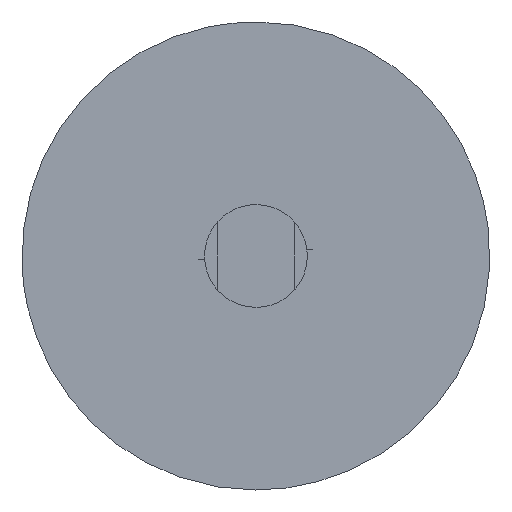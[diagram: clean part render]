
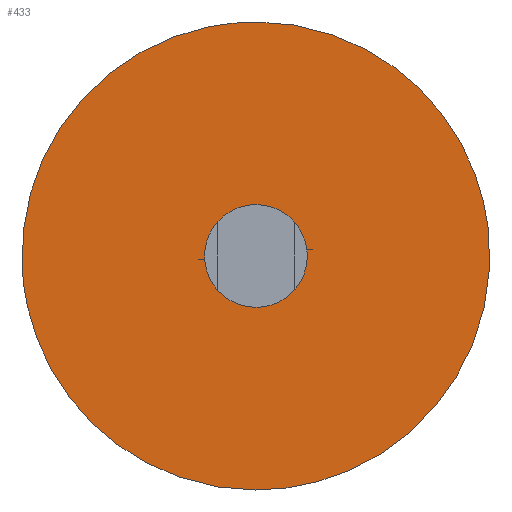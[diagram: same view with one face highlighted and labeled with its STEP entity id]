
A CAD part, front view. The second image highlights one B-rep face of the part: STEP entity #433.
In plain terms, the highlighted free-form (B-spline) face has degree [1, 1] with [2, 2] control points.
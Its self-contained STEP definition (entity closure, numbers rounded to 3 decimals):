
#66=CARTESIAN_POINT('',(1.787,-34.073,-0.212));
#67=VERTEX_POINT('',#66);
#68=CARTESIAN_POINT('',(0.0,-34.073,1.8));
#69=VERTEX_POINT('',#68);
#70=CARTESIAN_POINT('',(1.787,-34.073,-0.212));
#71=CARTESIAN_POINT('',(1.8,-34.073,-0.107));
#72=CARTESIAN_POINT('',(1.8,-34.073,0.));
#73=CARTESIAN_POINT('',(1.8,-34.073,1.8));
#74=CARTESIAN_POINT('',(0.0,-34.073,1.8));
#82=(BOUNDED_CURVE()B_SPLINE_CURVE(2,(#70,#71,#72,#73,#74),.UNSPECIFIED.,.F.,.U.)B_SPLINE_CURVE_WITH_KNOTS((3,2,3),(0.23,0.25,0.5),.UNSPECIFIED.)CURVE()GEOMETRIC_REPRESENTATION_ITEM()RATIONAL_B_SPLINE_CURVE((0.956,0.976,1.0,0.707,1.0))REPRESENTATION_ITEM(''));
#83=EDGE_CURVE('',#67,#69,#82,.T.);
#124=CARTESIAN_POINT('',(-1.797,-34.073,0.11));
#125=VERTEX_POINT('',#124);
#131=CARTESIAN_POINT('',(0.0,-34.073,1.8));
#132=CARTESIAN_POINT('',(-1.693,-34.073,1.8));
#133=CARTESIAN_POINT('',(-1.797,-34.073,0.11));
#141=(BOUNDED_CURVE()B_SPLINE_CURVE(2,(#131,#132,#133),.UNSPECIFIED.,.F.,.U.)B_SPLINE_CURVE_WITH_KNOTS((3,3),(0.5,0.739),.UNSPECIFIED.)CURVE()GEOMETRIC_REPRESENTATION_ITEM()RATIONAL_B_SPLINE_CURVE((1.0,0.72,0.976))REPRESENTATION_ITEM(''));
#142=EDGE_CURVE('',#69,#125,#141,.T.);
#165=CARTESIAN_POINT('',(0.0,-34.073,-1.8));
#166=VERTEX_POINT('',#165);
#167=CARTESIAN_POINT('',(0.0,-34.073,-1.8));
#168=CARTESIAN_POINT('',(1.599,-34.073,-1.8));
#169=CARTESIAN_POINT('',(1.787,-34.073,-0.212));
#177=(BOUNDED_CURVE()B_SPLINE_CURVE(2,(#167,#168,#169),.UNSPECIFIED.,.F.,.U.)B_SPLINE_CURVE_WITH_KNOTS((3,3),(0.0,0.23),.UNSPECIFIED.)CURVE()GEOMETRIC_REPRESENTATION_ITEM()RATIONAL_B_SPLINE_CURVE((1.0,0.731,0.956))REPRESENTATION_ITEM(''));
#178=EDGE_CURVE('',#166,#67,#177,.T.);
#180=CARTESIAN_POINT('',(-1.797,-34.073,0.11));
#181=CARTESIAN_POINT('',(-1.8,-34.073,0.055));
#182=CARTESIAN_POINT('',(-1.8,-34.073,0.));
#183=CARTESIAN_POINT('',(-1.8,-34.073,-1.8));
#184=CARTESIAN_POINT('',(0.0,-34.073,-1.8));
#192=(BOUNDED_CURVE()B_SPLINE_CURVE(2,(#180,#181,#182,#183,#184),.UNSPECIFIED.,.F.,.U.)B_SPLINE_CURVE_WITH_KNOTS((3,2,3),(0.739,0.75,1.0),.UNSPECIFIED.)CURVE()GEOMETRIC_REPRESENTATION_ITEM()RATIONAL_B_SPLINE_CURVE((0.976,0.988,1.0,0.707,1.0))REPRESENTATION_ITEM(''));
#193=EDGE_CURVE('',#125,#166,#192,.T.);
#252=CARTESIAN_POINT('',(8.143,-34.073,-0.968));
#253=VERTEX_POINT('',#252);
#254=CARTESIAN_POINT('',(0.0,-34.073,8.2));
#255=VERTEX_POINT('',#254);
#256=CARTESIAN_POINT('',(8.143,-34.073,-0.968));
#257=CARTESIAN_POINT('',(8.2,-34.073,-0.486));
#258=CARTESIAN_POINT('',(8.2,-34.073,0.));
#259=CARTESIAN_POINT('',(8.2,-34.073,8.2));
#260=CARTESIAN_POINT('',(0.0,-34.073,8.2));
#268=(BOUNDED_CURVE()B_SPLINE_CURVE(2,(#256,#257,#258,#259,#260),.UNSPECIFIED.,.F.,.U.)B_SPLINE_CURVE_WITH_KNOTS((3,2,3),(0.23,0.25,0.5),.UNSPECIFIED.)CURVE()GEOMETRIC_REPRESENTATION_ITEM()RATIONAL_B_SPLINE_CURVE((0.956,0.976,1.0,0.707,1.0))REPRESENTATION_ITEM(''));
#269=EDGE_CURVE('',#253,#255,#268,.T.);
#271=CARTESIAN_POINT('',(-8.185,-34.073,0.501));
#272=VERTEX_POINT('',#271);
#273=CARTESIAN_POINT('',(0.0,-34.073,8.2));
#274=CARTESIAN_POINT('',(-7.714,-34.073,8.2));
#275=CARTESIAN_POINT('',(-8.185,-34.073,0.501));
#283=(BOUNDED_CURVE()B_SPLINE_CURVE(2,(#273,#274,#275),.UNSPECIFIED.,.F.,.U.)B_SPLINE_CURVE_WITH_KNOTS((3,3),(0.5,0.739),.UNSPECIFIED.)CURVE()GEOMETRIC_REPRESENTATION_ITEM()RATIONAL_B_SPLINE_CURVE((1.0,0.72,0.976))REPRESENTATION_ITEM(''));
#284=EDGE_CURVE('',#255,#272,#283,.T.);
#351=CARTESIAN_POINT('',(0.0,-34.073,-8.2));
#352=VERTEX_POINT('',#351);
#353=CARTESIAN_POINT('',(0.0,-34.073,-8.2));
#354=CARTESIAN_POINT('',(7.283,-34.073,-8.2));
#355=CARTESIAN_POINT('',(8.143,-34.073,-0.968));
#363=(BOUNDED_CURVE()B_SPLINE_CURVE(2,(#353,#354,#355),.UNSPECIFIED.,.F.,.U.)B_SPLINE_CURVE_WITH_KNOTS((3,3),(0.0,0.23),.UNSPECIFIED.)CURVE()GEOMETRIC_REPRESENTATION_ITEM()RATIONAL_B_SPLINE_CURVE((1.0,0.731,0.956))REPRESENTATION_ITEM(''));
#364=EDGE_CURVE('',#352,#253,#363,.T.);
#398=CARTESIAN_POINT('',(-8.185,-34.073,0.501));
#399=CARTESIAN_POINT('',(-8.2,-34.073,0.251));
#400=CARTESIAN_POINT('',(-8.2,-34.073,0.));
#401=CARTESIAN_POINT('',(-8.2,-34.073,-8.2));
#402=CARTESIAN_POINT('',(0.0,-34.073,-8.2));
#410=(BOUNDED_CURVE()B_SPLINE_CURVE(2,(#398,#399,#400,#401,#402),.UNSPECIFIED.,.F.,.U.)B_SPLINE_CURVE_WITH_KNOTS((3,2,3),(0.739,0.75,1.0),.UNSPECIFIED.)CURVE()GEOMETRIC_REPRESENTATION_ITEM()RATIONAL_B_SPLINE_CURVE((0.976,0.988,1.0,0.707,1.0))REPRESENTATION_ITEM(''));
#411=EDGE_CURVE('',#272,#352,#410,.T.);
#416=CARTESIAN_POINT('',(-9.019,-34.073,9.019));
#417=CARTESIAN_POINT('',(-9.019,-34.073,-9.019));
#418=CARTESIAN_POINT('',(9.019,-34.073,9.019));
#419=CARTESIAN_POINT('',(9.019,-34.073,-9.019));
#420=B_SPLINE_SURFACE_WITH_KNOTS('',1,1,((#416,#418),(#417,#419)),.UNSPECIFIED.,.F.,.F.,.U.,(2,2),(2,2),(0.0,18.038),(0.0,18.038),.UNSPECIFIED.);
#421=ORIENTED_EDGE('',*,*,#411,.F.);
#422=ORIENTED_EDGE('',*,*,#284,.F.);
#423=ORIENTED_EDGE('',*,*,#269,.F.);
#424=ORIENTED_EDGE('',*,*,#364,.F.);
#425=EDGE_LOOP('',(#421,#422,#423,#424));
#426=FACE_OUTER_BOUND('',#425,.T.);
#427=ORIENTED_EDGE('',*,*,#142,.T.);
#428=ORIENTED_EDGE('',*,*,#193,.T.);
#429=ORIENTED_EDGE('',*,*,#178,.T.);
#430=ORIENTED_EDGE('',*,*,#83,.T.);
#431=EDGE_LOOP('',(#427,#428,#429,#430));
#432=FACE_BOUND('',#431,.T.);
#433=ADVANCED_FACE('',(#426,#432),#420,.F.);
